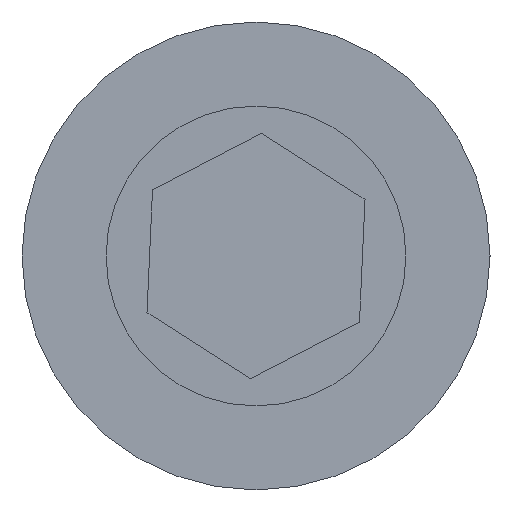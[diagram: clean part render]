
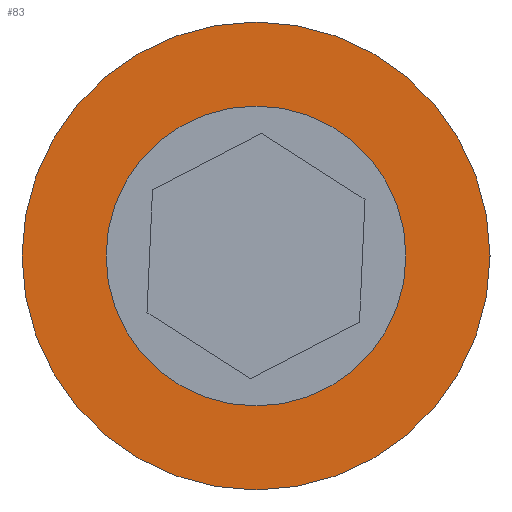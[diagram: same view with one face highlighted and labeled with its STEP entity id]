
A CAD part, left-side view. The second image highlights one B-rep face of the part: STEP entity #83.
In plain terms, the highlighted planar face has unit normal (-1, 0, 0).
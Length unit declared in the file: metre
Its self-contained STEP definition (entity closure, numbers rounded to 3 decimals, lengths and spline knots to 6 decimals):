
#83 = ADVANCED_FACE( '', ( #174, #175 ), #176, .F. );
#174 = FACE_BOUND( '', #277, .T. );
#175 = FACE_OUTER_BOUND( '', #278, .T. );
#176 = PLANE( '', #279 );
#277 = EDGE_LOOP( '', ( #419 ) );
#278 = EDGE_LOOP( '', ( #420 ) );
#279 = AXIS2_PLACEMENT_3D( '', #421, #422, #423 );
#419 = ORIENTED_EDGE( '', *, *, #564, .T. );
#420 = ORIENTED_EDGE( '', *, *, #562, .T. );
#421 = CARTESIAN_POINT( '', ( -0.120426, -2.225668, 0.659791 ) );
#422 = DIRECTION( '', ( 1., 0., 0. ) );
#423 = DIRECTION( '', ( 0., -1., 0. ) );
#562 = EDGE_CURVE( '', #661, #661, #662, .T. );
#564 = EDGE_CURVE( '', #664, #664, #665, .T. );
#661 = VERTEX_POINT( '', #796 );
#662 = CIRCLE( '', #797, 0.034925 );
#664 = VERTEX_POINT( '', #799 );
#665 = CIRCLE( '', #800, 0.022225 );
#796 = CARTESIAN_POINT( '', ( -0.120426, -2.447488, 0.6196 ) );
#797 = AXIS2_PLACEMENT_3D( '', #877, #878, #879 );
#799 = CARTESIAN_POINT( '', ( -0.120426, -2.390338, 0.6196 ) );
#800 = AXIS2_PLACEMENT_3D( '', #880, #881, #882 );
#877 = CARTESIAN_POINT( '', ( -0.120426, -2.412563, 0.6196 ) );
#878 = DIRECTION( '', ( -1., 0., 0. ) );
#879 = DIRECTION( '', ( 0., -1., 0. ) );
#880 = CARTESIAN_POINT( '', ( -0.120426, -2.412563, 0.6196 ) );
#881 = DIRECTION( '', ( 1., 0., 0. ) );
#882 = DIRECTION( '', ( 0., 1., 0. ) );
